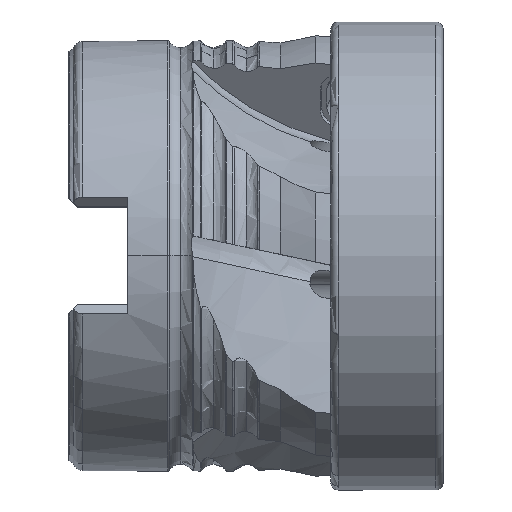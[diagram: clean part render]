
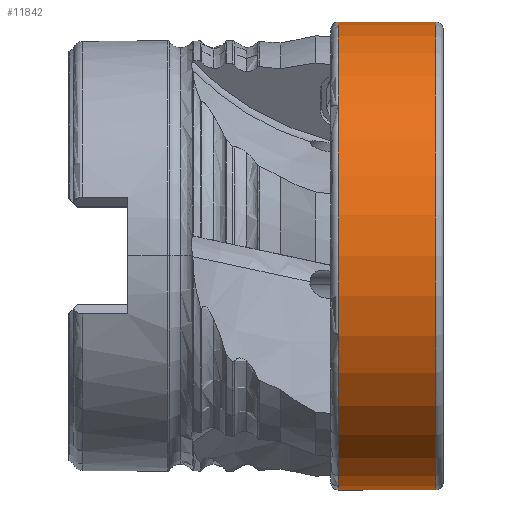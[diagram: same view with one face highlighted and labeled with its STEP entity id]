
A CAD part, top view. The second image highlights one B-rep face of the part: STEP entity #11842.
In plain terms, the highlighted cylindrical face has radius 25 mm (diameter 50 mm), a partial arc.
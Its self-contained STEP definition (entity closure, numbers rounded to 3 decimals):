
#2041 = LINE ( 'NONE', #6493, #2043 ) ;
#2043 = VECTOR ( 'NONE', #6497, 1000. ) ;
#2109 = CIRCLE ( 'NONE', #8941, 25. ) ;
#2116 = CIRCLE ( 'NONE', #8942, 25. ) ;
#2175 = LINE ( 'NONE', #4615, #2176 ) ;
#2176 = VECTOR ( 'NONE', #4616, 1000. ) ;
#2808 = ORIENTED_EDGE ( 'NONE', *, *, #11052, .T. ) ;
#3045 = ORIENTED_EDGE ( 'NONE', *, *, #11130, .F. ) ;
#3058 = ORIENTED_EDGE ( 'NONE', *, *, #10969, .T. ) ;
#3059 = ORIENTED_EDGE ( 'NONE', *, *, #11053, .F. ) ;
#4274 = CARTESIAN_POINT ( 'NONE',  ( -10.602, 0., 0. ) ) ;
#4275 = DIRECTION ( 'NONE',  ( 1., 0., 0. ) ) ;
#4276 = DIRECTION ( 'NONE',  ( 0., 1., 0. ) ) ;
#4279 = CARTESIAN_POINT ( 'NONE',  ( -0.2, 0., 0. ) ) ;
#4280 = DIRECTION ( 'NONE',  ( 1., 0., 0. ) ) ;
#4281 = DIRECTION ( 'NONE',  ( 0., 1., 0. ) ) ;
#4615 = CARTESIAN_POINT ( 'NONE',  ( 6.934, 25., 0. ) ) ;
#4616 = DIRECTION ( 'NONE',  ( 1., 0., 0. ) ) ;
#5109 = DIRECTION ( 'NONE',  ( 1., 0., 0. ) ) ;
#5113 = CARTESIAN_POINT ( 'NONE',  ( 6.934, 0., 0. ) ) ;
#5121 = DIRECTION ( 'NONE',  ( 0., 1., 0. ) ) ;
#6028 = FACE_OUTER_BOUND ( 'NONE', #12687, .T. ) ;
#6034 = CYLINDRICAL_SURFACE ( 'NONE', #9067, 25. ) ;
#6493 = CARTESIAN_POINT ( 'NONE',  ( 6.934, -25., 0. ) ) ;
#6497 = DIRECTION ( 'NONE',  ( 1., 0., 0. ) ) ;
#8574 = CARTESIAN_POINT ( 'NONE',  ( -10.602, 25., 0. ) ) ;
#8613 = CARTESIAN_POINT ( 'NONE',  ( -0.2, -25., 0. ) ) ;
#8622 = CARTESIAN_POINT ( 'NONE',  ( -10.602, -25., 0. ) ) ;
#8634 = CARTESIAN_POINT ( 'NONE',  ( -0.2, 25., 0. ) ) ;
#8941 = AXIS2_PLACEMENT_3D ( 'NONE', #4274, #4275, #4276 ) ;
#8942 = AXIS2_PLACEMENT_3D ( 'NONE', #4279, #4280, #4281 ) ;
#9067 = AXIS2_PLACEMENT_3D ( 'NONE', #5113, #5109, #5121 ) ;
#10969 = EDGE_CURVE ( 'NONE', #12730, #12720, #2041, .T. ) ;
#11052 = EDGE_CURVE ( 'NONE', #12554, #12730, #2109, .T. ) ;
#11053 = EDGE_CURVE ( 'NONE', #12782, #12720, #2116, .T. ) ;
#11130 = EDGE_CURVE ( 'NONE', #12554, #12782, #2175, .T. ) ;
#11842 = ADVANCED_FACE ( 'NONE', ( #6028 ), #6034, .T. ) ;
#12554 = VERTEX_POINT ( 'NONE', #8574 ) ;
#12687 = EDGE_LOOP ( 'NONE', ( #2808, #3058, #3059, #3045 ) ) ;
#12720 = VERTEX_POINT ( 'NONE', #8613 ) ;
#12730 = VERTEX_POINT ( 'NONE', #8622 ) ;
#12782 = VERTEX_POINT ( 'NONE', #8634 ) ;
